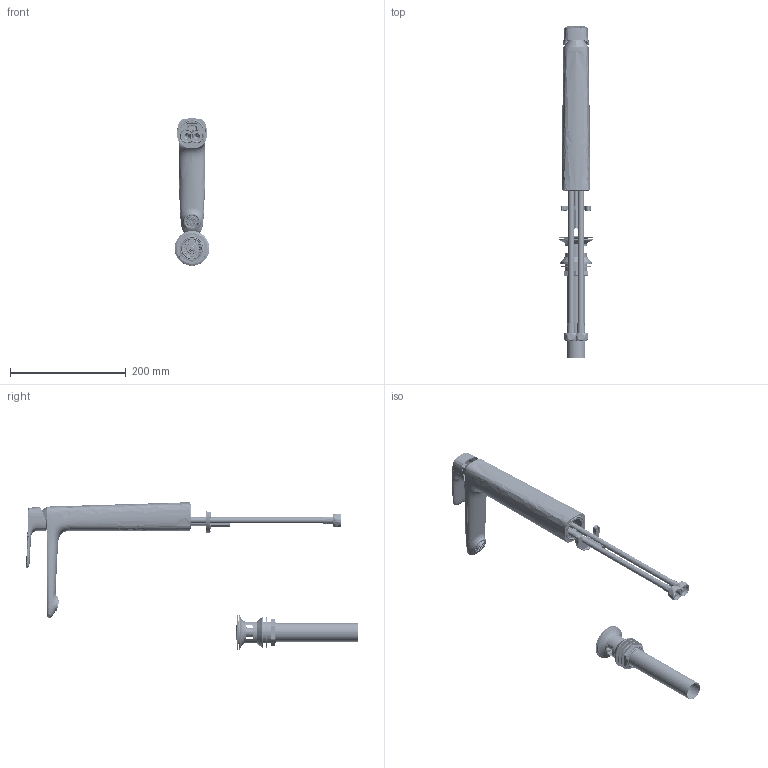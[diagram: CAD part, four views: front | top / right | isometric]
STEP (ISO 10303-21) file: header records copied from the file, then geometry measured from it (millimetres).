
FILE_DESCRIPTION((''),'2;1');
FILE_NAME('SIGNATURE-OHM-VESSEL-MIXER-G_ASM','2024-06-18T10:32:23',('10114231'),(''),'CREO PARAMETRIC BY PTC INC, 2022162','CREO PARAMETRIC BY PTC INC, 2022162','');
FILE_SCHEMA(('CONFIG_CONTROL_DESIGN'));
Length unit declared in the file: millimetre
Products named in the file (58): FFZZ0021-0023450PL; GROHE-CARTRIDGE-MANIFOLD; 408555031_HEBEL_EHM-_OHM_LEVER_; 10790YR1_GEH_KART-_CARDRIDGE__1; 10784031_DICHT_FORM_SHAPED_S-20; 10784031_DICHT_FORM_SHAPED_S-32; 10783131_DICHTUNG__SHAPED_SEA_1; 10782031_DICHT_FLAC_FLAT_SEAL_1; A4222384_RING_GLEIT_00965556_1; 09955031_STIFT_POLY_000632793_2; A4222383_HUELSE_SCH_00965554_1; A4222461_SCHIEBER_00971965_1; 10793231_BODEN_BOTTOM_0139330_1_AF0; A4222380_SCHIEBER_S_00965547_1; A4222432_SCHEIBE_KE_00970057_1; ORING-25_AF0; 408554040_KARTUSCHE_CARTRIDGE_1_ASM; 1585006999-PCA-AERATOR; FF1-CN521N0005499B; 1580727050_C1; SIGNATURE_SH_BASIN-MIXER_HANDLE; 15809701PA; 1591724099; 158A911942; 158A923271; 1580660999; FIXED_ASM; A4227512_NIPPEL_NIPPLE_01390237; A4228106_SCHLAUCH_HOSE_01418600; 03875031_DICHTUNG__ROUND_SEAL_0; 1582004799-5; 1582004799-6; 1582004799-3; 401080040_SCHLAUCH_A_CONNECTION_ASM; O-RING_AF0; O-RING_AF1; 400651031_BEFESTIGUN_FASTENING_; A917376; FF1-CN521G00000361; FF1-CN521Z9Z019704 ...
Assembly tree (58 placements, depth 4):
  SIGNATURE-OHM-VESSEL-MIXER-G_ASM
    FFZZ0021-0023450PL
    GROHE-CARTRIDGE-MANIFOLD
    408554040_KARTUSCHE_CARTRIDGE_1_ASM
      408555031_HEBEL_EHM-_OHM_LEVER_
      10790YR1_GEH_KART-_CARDRIDGE__1
      10784031_DICHT_FORM_SHAPED_S-20
      10784031_DICHT_FORM_SHAPED_S-32
      10783131_DICHTUNG__SHAPED_SEA_1
      10782031_DICHT_FLAC_FLAT_SEAL_1
      A4222384_RING_GLEIT_00965556_1
      09955031_STIFT_POLY_000632793_2
      A4222383_HUELSE_SCH_00965554_1
      A4222461_SCHIEBER_00971965_1
      10793231_BODEN_BOTTOM_0139330_1_AF0
      A4222380_SCHIEBER_S_00965547_1
      A4222432_SCHEIBE_KE_00970057_1
      ORING-25_AF0
    1585006999-PCA-AERATOR
    FF1-CN521N0005499B
    1580727050_C1
    SIGNATURE_SH_BASIN-MIXER_HANDLE
    15809701PA
    FIXED_ASM
      1591724099
      158A911942
      158A923271
      1580660999
    401080040_SCHLAUCH_A_CONNECTION_ASM  x2
      A4227512_NIPPEL_NIPPLE_01390237
      A4228106_SCHLAUCH_HOSE_01418600
      03875031_DICHTUNG__ROUND_SEAL_0
      1582004799-5
      1582004799-6
      1582004799-3
    O-RING_AF0
    O-RING_AF1
    400651031_BEFESTIGUN_FASTENING_
    A917376
    FF1-CN521G00000361
    FF1-CN521X0019750B_ASM
      FF1-CN521Z9Z019704
      FF1-CN521Z9Z019703_ASM
        FF1-CN521Z9Z019703-1
        FF1-CN521Z9Z019703-3
        FF1-CN521Z9Z019703-2
        FF1-CN521Z9Z019703-4
        FF1-CN521Z9Z019703-5
        FF1-CN521Z9Z019703-6
        FF1-CN521Z9Z019711
      FF1-CN521Z9Z019701
      FF1-CN521Z9Z019702
      FF1-CN521Z9Z019710
      FF1-CN521Z9Z019709
      FF1-CN521Z9Z019707
      FF1-CN521Z9Z019706
      FF1-CN521Z9Z019705
      FF1-CN521Z9Z019708
Bounding box: 60 x 572.72 x 254.74 mm (x, y, z)
Volume: 360658.5 mm3; surface area: 319928.9 mm2
Topology: 58 solids, 58 shells, 5755 faces, 15216 edges, 9515 vertices
Faces by surface type: plane 2098, cylinder 1695, torus 801, bspline 717, cone 343, sphere 98, extrusion 2, revolution 1
Entity records: 274411 total; most frequent: CARTESIAN_POINT 141770, ORIENTED_EDGE 28700, DIRECTION 26375, EDGE_CURVE 14350, AXIS2_PLACEMENT_3D 9839, VERTEX_POINT 9045, VECTOR 6696, LINE 6694
